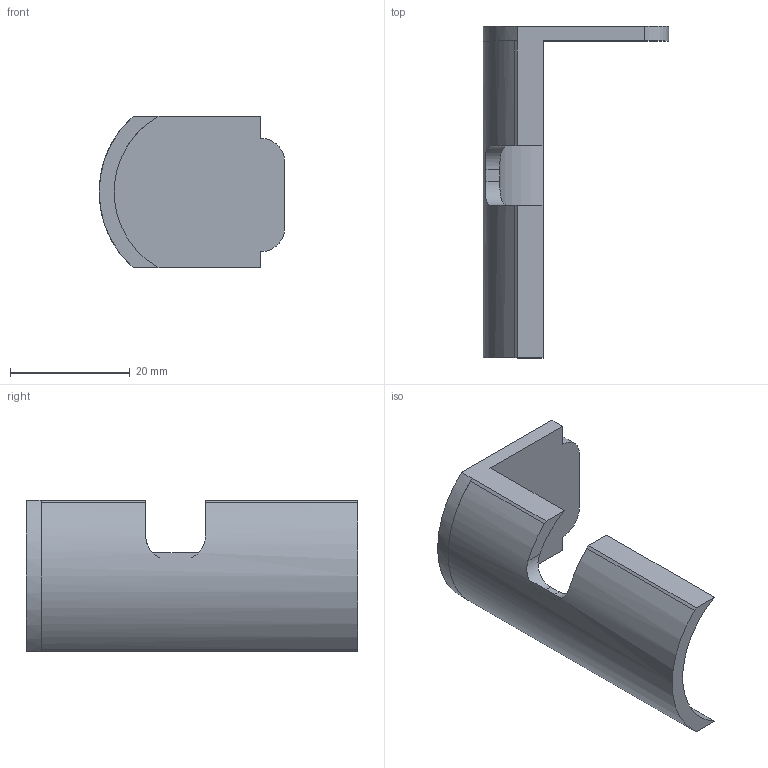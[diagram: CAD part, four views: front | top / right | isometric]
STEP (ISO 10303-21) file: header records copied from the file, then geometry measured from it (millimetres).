
FILE_DESCRIPTION (( 'STEP AP203' ), '1' );
FILE_NAME ('AtomDriveMotorGuardAp2.2.STEP', '2022-04-24T19:22:09', ( '' ), ( '' ), 'SwSTEP 2.0', 'SolidWorks 2021', '' );
FILE_SCHEMA (( 'CONFIG_CONTROL_DESIGN' ));
Length unit declared in the file: millimetre
Products named in the file (1): AtomDriveMotorGuardAp2.2
Bounding box: 31.05 x 55.5 x 25.4 mm (x, y, z)
Volume: 5421.7 mm3; surface area: 5110.9 mm2
Topology: 1 solids, 1 shells, 25 faces, 66 edges, 43 vertices
Faces by surface type: plane 18, cylinder 7
Entity records: 895 total; most frequent: CARTESIAN_POINT 187, ORIENTED_EDGE 132, DIRECTION 132, EDGE_CURVE 66, AXIS2_PLACEMENT_3D 44, VECTOR 44, LINE 44, VERTEX_POINT 43
